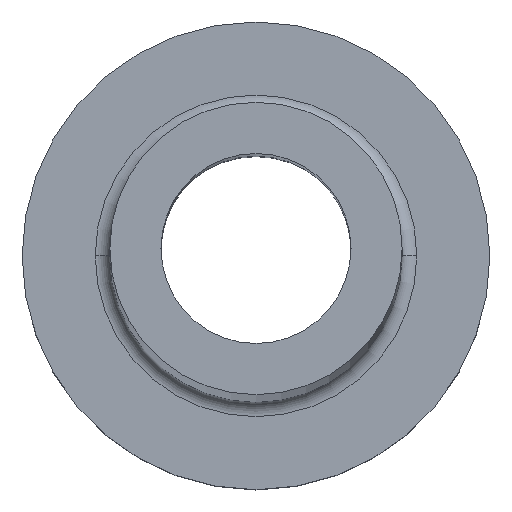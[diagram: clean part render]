
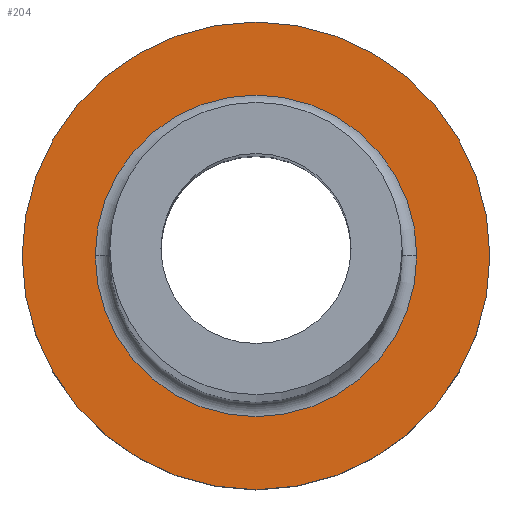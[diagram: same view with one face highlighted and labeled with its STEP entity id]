
A CAD part, top view. The second image highlights one B-rep face of the part: STEP entity #204.
In plain terms, the highlighted planar face has unit normal (0, 0, 1).
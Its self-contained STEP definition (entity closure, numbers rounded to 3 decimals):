
#5 = EDGE_CURVE ( 'NONE', #146, #221, #431, .T. ) ;
#21 = EDGE_CURVE ( 'NONE', #83, #46, #105, .T. ) ;
#22 = DIRECTION ( 'NONE',  ( 0., 0., 1. ) ) ;
#46 = VERTEX_POINT ( 'NONE', #236 ) ;
#61 = DIRECTION ( 'NONE',  ( 1., 0., 0. ) ) ;
#67 = DIRECTION ( 'NONE',  ( 1., 0., 0. ) ) ;
#83 = VERTEX_POINT ( 'NONE', #124 ) ;
#87 = ORIENTED_EDGE ( 'NONE', *, *, #248, .T. ) ;
#103 = CARTESIAN_POINT ( 'NONE',  ( 0., 0., 5. ) ) ;
#105 = CIRCLE ( 'NONE', #396, 5.5 ) ;
#109 = CARTESIAN_POINT ( 'NONE',  ( 0., 0., 5. ) ) ;
#113 = ORIENTED_EDGE ( 'NONE', *, *, #21, .T. ) ;
#124 = CARTESIAN_POINT ( 'NONE',  ( -5.5, 0., 5. ) ) ;
#136 = AXIS2_PLACEMENT_3D ( 'NONE', #372, #22, #187 ) ;
#146 = VERTEX_POINT ( 'NONE', #459 ) ;
#160 = CARTESIAN_POINT ( 'NONE',  ( 0., 0., 5. ) ) ;
#163 = EDGE_CURVE ( 'NONE', #221, #146, #266, .T. ) ;
#165 = ORIENTED_EDGE ( 'NONE', *, *, #5, .T. ) ;
#174 = EDGE_LOOP ( 'NONE', ( #87, #113 ) ) ;
#177 = PLANE ( 'NONE',  #257 ) ;
#187 = DIRECTION ( 'NONE',  ( 1., 0., 0. ) ) ;
#202 = DIRECTION ( 'NONE',  ( 0., 0., -1. ) ) ;
#204 = ADVANCED_FACE ( 'NONE', ( #455, #427 ), #177, .T. ) ;
#207 = DIRECTION ( 'NONE',  ( 0., 0., 1. ) ) ;
#221 = VERTEX_POINT ( 'NONE', #425 ) ;
#231 = EDGE_LOOP ( 'NONE', ( #165, #442 ) ) ;
#236 = CARTESIAN_POINT ( 'NONE',  ( 5.5, 0., 5. ) ) ;
#248 = EDGE_CURVE ( 'NONE', #46, #83, #411, .T. ) ;
#257 = AXIS2_PLACEMENT_3D ( 'NONE', #309, #359, #67 ) ;
#266 = CIRCLE ( 'NONE', #424, 8. ) ;
#280 = DIRECTION ( 'NONE',  ( 0., 0., -1. ) ) ;
#282 = DIRECTION ( 'NONE',  ( 1., 0., 0. ) ) ;
#309 = CARTESIAN_POINT ( 'NONE',  ( 0., 0., 5. ) ) ;
#359 = DIRECTION ( 'NONE',  ( 0., 0., 1. ) ) ;
#372 = CARTESIAN_POINT ( 'NONE',  ( 0., 0., 5. ) ) ;
#374 = AXIS2_PLACEMENT_3D ( 'NONE', #109, #280, #282 ) ;
#396 = AXIS2_PLACEMENT_3D ( 'NONE', #160, #202, #61 ) ;
#411 = CIRCLE ( 'NONE', #374, 5.5 ) ;
#417 = DIRECTION ( 'NONE',  ( 1., 0., 0. ) ) ;
#424 = AXIS2_PLACEMENT_3D ( 'NONE', #103, #207, #417 ) ;
#425 = CARTESIAN_POINT ( 'NONE',  ( 8., 0., 5. ) ) ;
#427 = FACE_OUTER_BOUND ( 'NONE', #231, .T. ) ;
#431 = CIRCLE ( 'NONE', #136, 8. ) ;
#442 = ORIENTED_EDGE ( 'NONE', *, *, #163, .T. ) ;
#455 = FACE_BOUND ( 'NONE', #174, .T. ) ;
#459 = CARTESIAN_POINT ( 'NONE',  ( -8., 0., 5. ) ) ;
